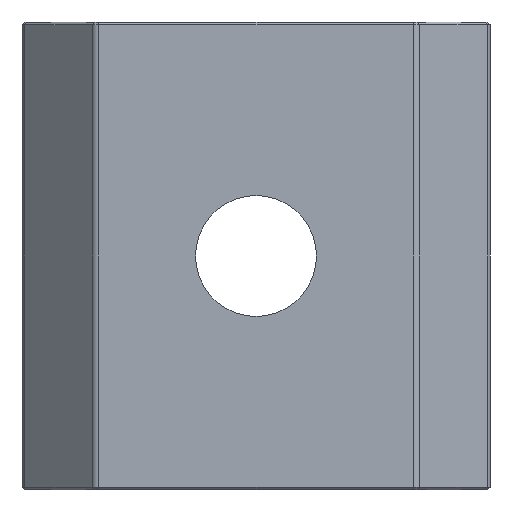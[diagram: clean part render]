
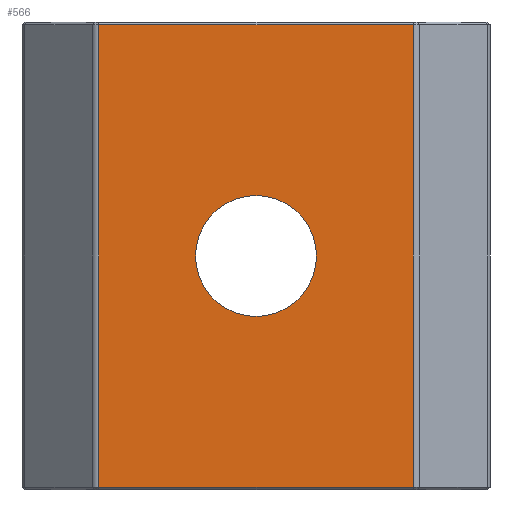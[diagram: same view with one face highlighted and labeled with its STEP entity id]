
A CAD part, front view. The second image highlights one B-rep face of the part: STEP entity #566.
In plain terms, the highlighted planar face has unit normal (0, -1, 0).
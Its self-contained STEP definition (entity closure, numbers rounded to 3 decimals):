
#14 = VERTEX_POINT ( 'NONE', #812 ) ;
#41 = CARTESIAN_POINT ( 'NONE',  ( 2.688, 0., 15.9 ) ) ;
#88 = EDGE_LOOP ( 'NONE', ( #637, #424, #1796, #642 ) ) ;
#147 = CARTESIAN_POINT ( 'NONE',  ( 0., 0., 0.1 ) ) ;
#166 = EDGE_CURVE ( 'NONE', #305, #886, #439, .T. ) ;
#197 = VERTEX_POINT ( 'NONE', #147 ) ;
#213 = LINE ( 'NONE', #725, #885 ) ;
#228 = EDGE_CURVE ( 'NONE', #197, #622, #213, .T. ) ;
#246 = EDGE_CURVE ( 'NONE', #552, #14, #796, .T. ) ;
#305 = VERTEX_POINT ( 'NONE', #454 ) ;
#314 = LINE ( 'NONE', #41, #1420 ) ;
#326 = CARTESIAN_POINT ( 'NONE',  ( 10.751, 0., 15.9 ) ) ;
#364 = DIRECTION ( 'NONE',  ( 0., 1., 0. ) ) ;
#424 = ORIENTED_EDGE ( 'NONE', *, *, #166, .T. ) ;
#439 = LINE ( 'NONE', #1560, #1623 ) ;
#446 = EDGE_CURVE ( 'NONE', #305, #197, #976, .T. ) ;
#454 = CARTESIAN_POINT ( 'NONE',  ( 10.751, 0., 0.1 ) ) ;
#484 = CARTESIAN_POINT ( 'NONE',  ( 2.688, 0., 0.1 ) ) ;
#550 = VECTOR ( 'NONE', #627, 1000. ) ;
#552 = VERTEX_POINT ( 'NONE', #1096 ) ;
#566 = ADVANCED_FACE ( 'NONE', ( #1756, #1038 ), #1797, .T. ) ;
#584 = DIRECTION ( 'NONE',  ( 0., 0., 1. ) ) ;
#622 = VERTEX_POINT ( 'NONE', #1701 ) ;
#627 = DIRECTION ( 'NONE',  ( -1., 0., 0. ) ) ;
#637 = ORIENTED_EDGE ( 'NONE', *, *, #446, .F. ) ;
#642 = ORIENTED_EDGE ( 'NONE', *, *, #228, .F. ) ;
#725 = CARTESIAN_POINT ( 'NONE',  ( 0., 0., 0. ) ) ;
#751 = AXIS2_PLACEMENT_3D ( 'NONE', #759, #1459, #1761 ) ;
#753 = ORIENTED_EDGE ( 'NONE', *, *, #1546, .T. ) ;
#759 = CARTESIAN_POINT ( 'NONE',  ( 5.376, 0., 8. ) ) ;
#761 = DIRECTION ( 'NONE',  ( 1., 0., 0. ) ) ;
#796 = CIRCLE ( 'NONE', #751, 2.067 ) ;
#812 = CARTESIAN_POINT ( 'NONE',  ( 3.309, 0., 8. ) ) ;
#819 = DIRECTION ( 'NONE',  ( -1., 0., 0. ) ) ;
#885 = VECTOR ( 'NONE', #1849, 1000. ) ;
#886 = VERTEX_POINT ( 'NONE', #326 ) ;
#893 = AXIS2_PLACEMENT_3D ( 'NONE', #1534, #1392, #819 ) ;
#926 = CARTESIAN_POINT ( 'NONE',  ( 5.376, 0., 8. ) ) ;
#976 = LINE ( 'NONE', #484, #550 ) ;
#978 = AXIS2_PLACEMENT_3D ( 'NONE', #926, #364, #1793 ) ;
#1038 = FACE_BOUND ( 'NONE', #1493, .T. ) ;
#1096 = CARTESIAN_POINT ( 'NONE',  ( 7.443, 0., 8. ) ) ;
#1242 = CIRCLE ( 'NONE', #978, 2.067 ) ;
#1312 = EDGE_CURVE ( 'NONE', #622, #886, #314, .T. ) ;
#1392 = DIRECTION ( 'NONE',  ( 0., -1., 0. ) ) ;
#1420 = VECTOR ( 'NONE', #761, 1000. ) ;
#1454 = ORIENTED_EDGE ( 'NONE', *, *, #246, .T. ) ;
#1459 = DIRECTION ( 'NONE',  ( 0., 1., 0. ) ) ;
#1493 = EDGE_LOOP ( 'NONE', ( #1454, #753 ) ) ;
#1534 = CARTESIAN_POINT ( 'NONE',  ( 0., 0., 0. ) ) ;
#1546 = EDGE_CURVE ( 'NONE', #14, #552, #1242, .T. ) ;
#1560 = CARTESIAN_POINT ( 'NONE',  ( 10.751, 0., 0. ) ) ;
#1623 = VECTOR ( 'NONE', #584, 1000. ) ;
#1701 = CARTESIAN_POINT ( 'NONE',  ( 0., 0., 15.9 ) ) ;
#1756 = FACE_OUTER_BOUND ( 'NONE', #88, .T. ) ;
#1761 = DIRECTION ( 'NONE',  ( 1., 0., 0. ) ) ;
#1793 = DIRECTION ( 'NONE',  ( 1., 0., 0. ) ) ;
#1796 = ORIENTED_EDGE ( 'NONE', *, *, #1312, .F. ) ;
#1797 = PLANE ( 'NONE',  #893 ) ;
#1849 = DIRECTION ( 'NONE',  ( 0., 0., 1. ) ) ;
